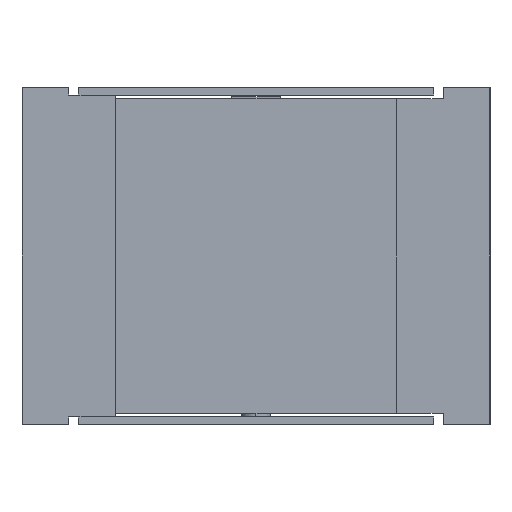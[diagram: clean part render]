
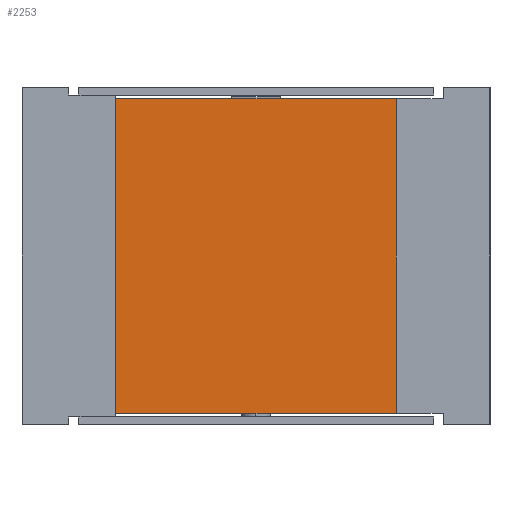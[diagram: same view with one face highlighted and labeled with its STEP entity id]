
A CAD part, left-side view. The second image highlights one B-rep face of the part: STEP entity #2253.
In plain terms, the highlighted planar face has unit normal (-1, 0, 0).
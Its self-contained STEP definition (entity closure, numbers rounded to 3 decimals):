
#2041=CARTESIAN_POINT('',(12.884,35.225,86.5));
#2042=VERTEX_POINT('',#2041);
#2043=CARTESIAN_POINT('',(12.884,110.225,86.5));
#2044=VERTEX_POINT('',#2043);
#2045=CARTESIAN_POINT('',(12.884,35.225,86.5));
#2046=DIRECTION('',(0.0,1.0,0.0));
#2047=VECTOR('',#2046,75.);
#2048=LINE('',#2045,#2047);
#2049=EDGE_CURVE('',#2042,#2044,#2048,.T.);
#2113=CARTESIAN_POINT('',(12.884,110.225,2.5));
#2114=VERTEX_POINT('',#2113);
#2115=CARTESIAN_POINT('',(12.884,35.225,2.5));
#2116=VERTEX_POINT('',#2115);
#2117=CARTESIAN_POINT('',(12.884,110.225,2.5));
#2118=DIRECTION('',(0.0,-1.0,0.0));
#2119=VECTOR('',#2118,75.);
#2120=LINE('',#2117,#2119);
#2121=EDGE_CURVE('',#2114,#2116,#2120,.T.);
#2232=CARTESIAN_POINT('',(12.884,35.225,-0.5));
#2233=DIRECTION('',(-1.0,0.0,0.0));
#2234=DIRECTION('',(0.0,0.0,1.0));
#2235=AXIS2_PLACEMENT_3D('',#2232,#2233,#2234);
#2236=PLANE('',#2235);
#2237=ORIENTED_EDGE('',*,*,#2049,.T.);
#2238=CARTESIAN_POINT('',(12.884,110.225,2.5));
#2239=DIRECTION('',(0.0,0.0,1.0));
#2240=VECTOR('',#2239,84.0);
#2241=LINE('',#2238,#2240);
#2242=EDGE_CURVE('',#2114,#2044,#2241,.T.);
#2243=ORIENTED_EDGE('',*,*,#2242,.F.);
#2244=ORIENTED_EDGE('',*,*,#2121,.T.);
#2245=CARTESIAN_POINT('',(12.884,35.225,2.5));
#2246=DIRECTION('',(0.0,0.0,1.0));
#2247=VECTOR('',#2246,84.);
#2248=LINE('',#2245,#2247);
#2249=EDGE_CURVE('',#2116,#2042,#2248,.T.);
#2250=ORIENTED_EDGE('',*,*,#2249,.T.);
#2251=EDGE_LOOP('',(#2237,#2243,#2244,#2250));
#2252=FACE_OUTER_BOUND('',#2251,.T.);
#2253=ADVANCED_FACE('',(#2252),#2236,.T.);
